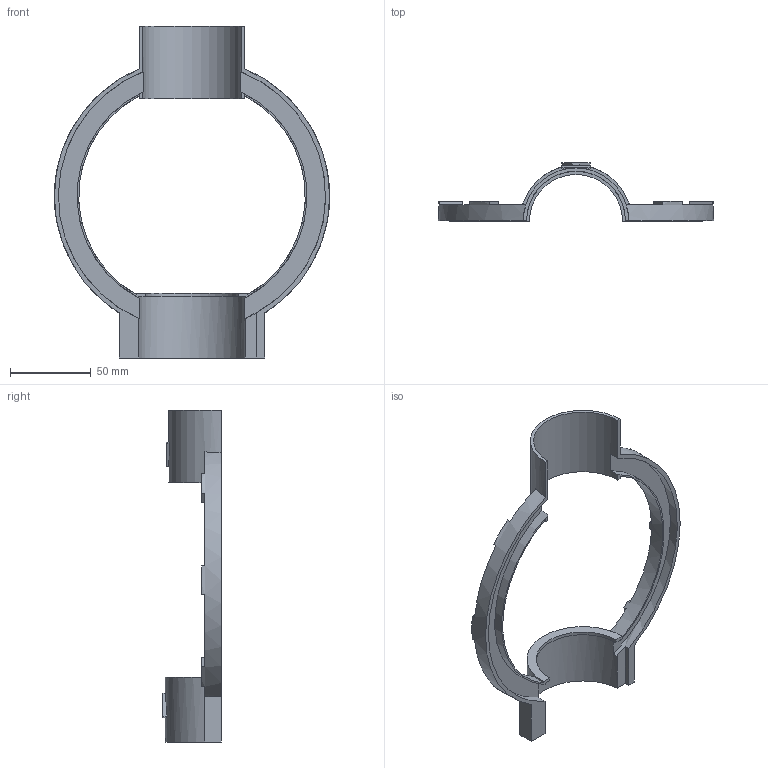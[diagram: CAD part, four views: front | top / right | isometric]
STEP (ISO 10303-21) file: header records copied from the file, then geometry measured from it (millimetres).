
FILE_DESCRIPTION((''),'2;1');
FILE_NAME('PORTALE','2022-12-21T19:18:28',('alexb'),(''),'CREO PARAMETRIC BY PTC INC, 2022164','CREO PARAMETRIC BY PTC INC, 2022164','');
FILE_SCHEMA(('CONFIG_CONTROL_DESIGN'));
Length unit declared in the file: millimetre
Products named in the file (1): PORTALE
Bounding box: 170 x 36 x 205 mm (x, y, z)
Volume: 51834.8 mm3; surface area: 42102.2 mm2
Topology: 1 solids, 1 shells, 70 faces, 204 edges, 136 vertices
Faces by surface type: plane 49, cylinder 17, extrusion 4
Entity records: 2459 total; most frequent: CARTESIAN_POINT 552, ORIENTED_EDGE 408, DIRECTION 373, EDGE_CURVE 204, VERTEX_POINT 136, AXIS2_PLACEMENT_3D 125, VECTOR 123, LINE 119
